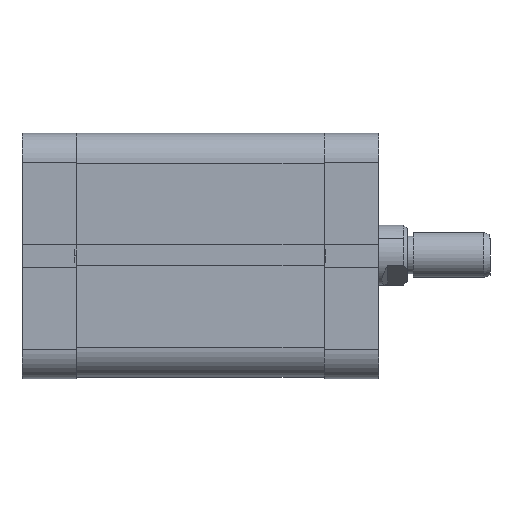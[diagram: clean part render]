
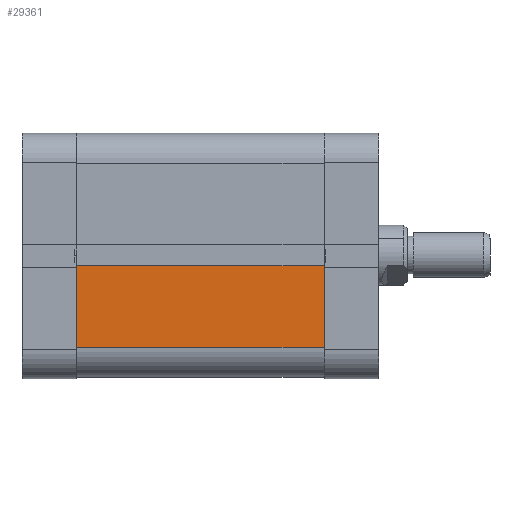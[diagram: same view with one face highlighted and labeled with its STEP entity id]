
A CAD part, front view. The second image highlights one B-rep face of the part: STEP entity #29361.
In plain terms, the highlighted planar face has unit normal (0, -1, 0).
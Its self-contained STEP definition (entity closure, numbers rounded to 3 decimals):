
#24 = ORIENTED_EDGE ( 'NONE', *, *, #9019, .T. ) ;
#947 = ORIENTED_EDGE ( 'NONE', *, *, #26319, .F. ) ;
#1626 = CARTESIAN_POINT ( 'NONE',  ( 66., -32.5, -32.5 ) ) ;
#3650 = VECTOR ( 'NONE', #26703, 1000. ) ;
#5926 = CARTESIAN_POINT ( 'NONE',  ( 66., -32.5, -32.5 ) ) ;
#6244 = LINE ( 'NONE', #18839, #3650 ) ;
#6309 = AXIS2_PLACEMENT_3D ( 'NONE', #1626, #9374, #22132 ) ;
#7186 = PLANE ( 'NONE',  #6309 ) ;
#7969 = CARTESIAN_POINT ( 'NONE',  ( 0., -32.5, -2.8 ) ) ;
#8780 = DIRECTION ( 'NONE',  ( 0., 0., -1. ) ) ;
#9019 = EDGE_CURVE ( 'NONE', #30634, #12691, #6244, .T. ) ;
#9374 = DIRECTION ( 'NONE',  ( 0., 1., 0. ) ) ;
#10717 = EDGE_CURVE ( 'NONE', #24110, #21704, #29466, .T. ) ;
#11042 = DIRECTION ( 'NONE',  ( -1., 0., 0. ) ) ;
#12449 = EDGE_CURVE ( 'NONE', #21704, #30634, #32232, .T. ) ;
#12542 = FACE_OUTER_BOUND ( 'NONE', #30932, .T. ) ;
#12691 = VERTEX_POINT ( 'NONE', #16597 ) ;
#14294 = CARTESIAN_POINT ( 'NONE',  ( 0., -32.5, -32.5 ) ) ;
#15809 = LINE ( 'NONE', #5926, #19061 ) ;
#16597 = CARTESIAN_POINT ( 'NONE',  ( 66., -32.5, -24.5 ) ) ;
#17355 = CARTESIAN_POINT ( 'NONE',  ( 66., -32.5, -2.8 ) ) ;
#18839 = CARTESIAN_POINT ( 'NONE',  ( 66., -32.5, -24.5 ) ) ;
#19061 = VECTOR ( 'NONE', #8780, 1000. ) ;
#19518 = DIRECTION ( 'NONE',  ( 0., 0., -1. ) ) ;
#21704 = VERTEX_POINT ( 'NONE', #7969 ) ;
#22132 = DIRECTION ( 'NONE',  ( 0., 0., 1. ) ) ;
#24110 = VERTEX_POINT ( 'NONE', #17355 ) ;
#25477 = CARTESIAN_POINT ( 'NONE',  ( 0., -32.5, -24.5 ) ) ;
#26319 = EDGE_CURVE ( 'NONE', #24110, #12691, #15809, .T. ) ;
#26703 = DIRECTION ( 'NONE',  ( 1., 0., 0. ) ) ;
#26878 = VECTOR ( 'NONE', #19518, 1000. ) ;
#27108 = CARTESIAN_POINT ( 'NONE',  ( 66.001, -32.5, -2.8 ) ) ;
#29325 = ORIENTED_EDGE ( 'NONE', *, *, #12449, .T. ) ;
#29361 = ADVANCED_FACE ( 'NONE', ( #12542 ), #7186, .F. ) ;
#29466 = LINE ( 'NONE', #27108, #31580 ) ;
#30634 = VERTEX_POINT ( 'NONE', #25477 ) ;
#30932 = EDGE_LOOP ( 'NONE', ( #31942, #29325, #24, #947 ) ) ;
#31580 = VECTOR ( 'NONE', #11042, 1000. ) ;
#31942 = ORIENTED_EDGE ( 'NONE', *, *, #10717, .T. ) ;
#32232 = LINE ( 'NONE', #14294, #26878 ) ;
